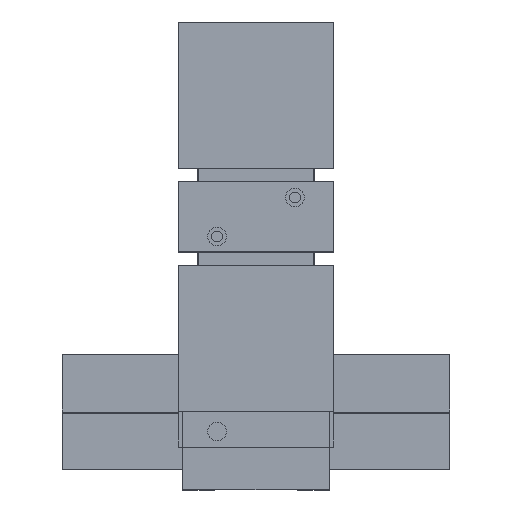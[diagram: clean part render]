
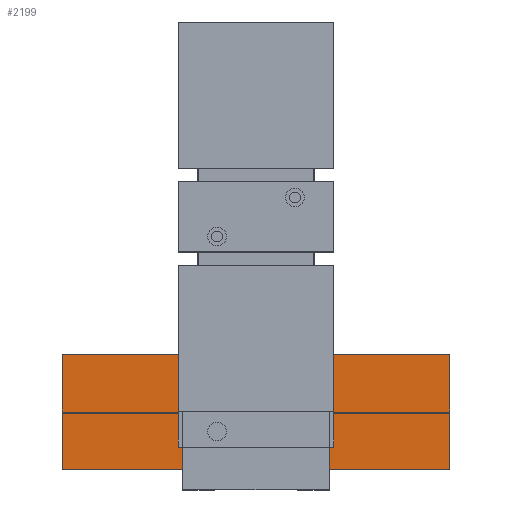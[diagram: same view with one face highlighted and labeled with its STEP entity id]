
A CAD part, top view. The second image highlights one B-rep face of the part: STEP entity #2199.
In plain terms, the highlighted planar face has unit normal (0, 0, 1).
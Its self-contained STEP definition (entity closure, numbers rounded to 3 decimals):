
#2199 = ADVANCED_FACE( '', ( #5629 ), #5630, .T. );
#5629 = FACE_OUTER_BOUND( '', #9351, .T. );
#5630 = PLANE( '', #9352 );
#9351 = EDGE_LOOP( '', ( #24169, #24170, #24171, #24172 ) );
#9352 = AXIS2_PLACEMENT_3D( '', #24173, #24174, #24175 );
#24169 = ORIENTED_EDGE( '', *, *, #28447, .T. );
#24170 = ORIENTED_EDGE( '', *, *, #28449, .T. );
#24171 = ORIENTED_EDGE( '', *, *, #28450, .T. );
#24172 = ORIENTED_EDGE( '', *, *, #28451, .T. );
#24173 = CARTESIAN_POINT( '', ( -99.5, -29.5, 4. ) );
#24174 = DIRECTION( '', ( 0., 0., 1. ) );
#24175 = DIRECTION( '', ( 1., 0., 0. ) );
#28447 = EDGE_CURVE( '', #35533, #35531, #35534, .T. );
#28449 = EDGE_CURVE( '', #35531, #35536, #35537, .T. );
#28450 = EDGE_CURVE( '', #35536, #35538, #35539, .T. );
#28451 = EDGE_CURVE( '', #35538, #35533, #35540, .T. );
#35531 = VERTEX_POINT( '', #49230 );
#35533 = VERTEX_POINT( '', #49233 );
#35534 = LINE( '', #49234, #49235 );
#35536 = VERTEX_POINT( '', #49238 );
#35537 = LINE( '', #49239, #49240 );
#35538 = VERTEX_POINT( '', #49241 );
#35539 = LINE( '', #49242, #49243 );
#35540 = LINE( '', #49244, #49245 );
#49230 = CARTESIAN_POINT( '', ( -99.5, -29.5, 4. ) );
#49233 = CARTESIAN_POINT( '', ( -99.5, 29.5, 4. ) );
#49234 = CARTESIAN_POINT( '', ( -99.5, 29.5, 4. ) );
#49235 = VECTOR( '', #54232, 1000. );
#49238 = CARTESIAN_POINT( '', ( 99.5, -29.5, 4. ) );
#49239 = CARTESIAN_POINT( '', ( -99.5, -29.5, 4. ) );
#49240 = VECTOR( '', #54234, 1000. );
#49241 = CARTESIAN_POINT( '', ( 99.5, 29.5, 4. ) );
#49242 = CARTESIAN_POINT( '', ( 99.5, -29.5, 4. ) );
#49243 = VECTOR( '', #54235, 1000. );
#49244 = CARTESIAN_POINT( '', ( 99.5, 29.5, 4. ) );
#49245 = VECTOR( '', #54236, 1000. );
#54232 = DIRECTION( '', ( 0., -1., 0. ) );
#54234 = DIRECTION( '', ( 1., 0., 0. ) );
#54235 = DIRECTION( '', ( 0., 1., 0. ) );
#54236 = DIRECTION( '', ( -1., 0., 0. ) );
